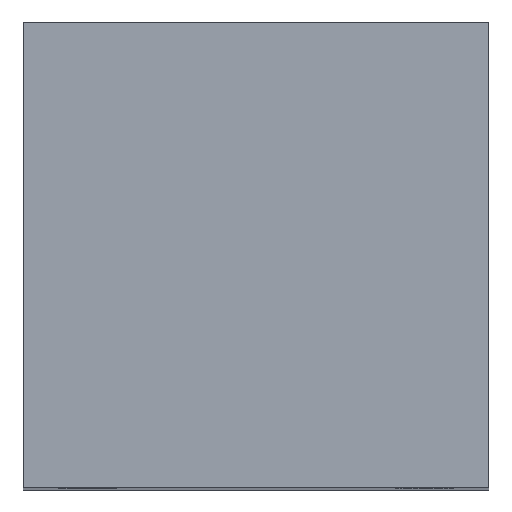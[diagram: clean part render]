
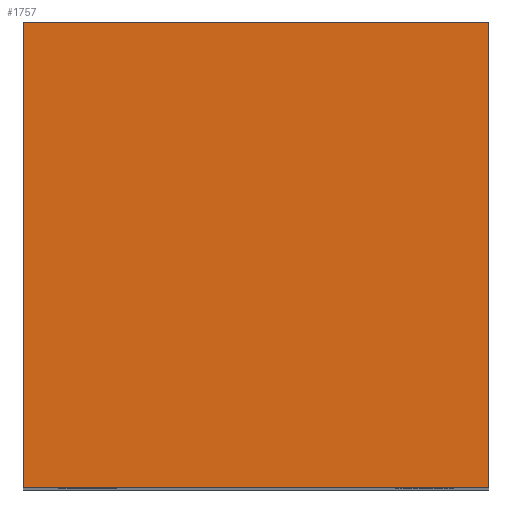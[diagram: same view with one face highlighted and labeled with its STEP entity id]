
A CAD part, top view. The second image highlights one B-rep face of the part: STEP entity #1757.
In plain terms, the highlighted planar face has unit normal (0, 0, 1).
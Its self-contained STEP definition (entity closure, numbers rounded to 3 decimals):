
#156=PLANE('',#3791);
#358=FACE_OUTER_BOUND('',#562,.F.);
#562=EDGE_LOOP('',(#1410,#1411,#1412,#1413));
#1410=ORIENTED_EDGE('',*,*,#2864,.T.);
#1411=ORIENTED_EDGE('',*,*,#2865,.F.);
#1412=ORIENTED_EDGE('',*,*,#2866,.T.);
#1413=ORIENTED_EDGE('',*,*,#2867,.T.);
#1757=ADVANCED_FACE('',(#358),#156,.T.);
#1856=LINE('',#5632,#2240);
#1857=LINE('',#5633,#2241);
#1858=LINE('',#5634,#2242);
#1859=LINE('',#5635,#2243);
#2240=VECTOR('',#4034,36.);
#2241=VECTOR('',#4035,36.);
#2242=VECTOR('',#4036,36.);
#2243=VECTOR('',#4037,36.);
#2864=EDGE_CURVE('',#3383,#3382,#1856,.T.);
#2865=EDGE_CURVE('',#3381,#3382,#1857,.T.);
#2866=EDGE_CURVE('',#3381,#3380,#1858,.T.);
#2867=EDGE_CURVE('',#3380,#3383,#1859,.T.);
#3380=VERTEX_POINT('',#4924);
#3381=VERTEX_POINT('',#4925);
#3382=VERTEX_POINT('',#4926);
#3383=VERTEX_POINT('',#4927);
#3791=AXIS2_PLACEMENT_3D('',#6122,#4671,#4672);
#4034=DIRECTION('',(-1.,0.,0.));
#4035=DIRECTION('',(0.,-1.,0.));
#4036=DIRECTION('',(1.,0.,0.));
#4037=DIRECTION('',(0.,-1.,0.));
#4671=DIRECTION('',(0.,0.,1.));
#4672=DIRECTION('',(1.,0.,0.));
#4924=CARTESIAN_POINT('',(18.,18.,106.));
#4925=CARTESIAN_POINT('',(-18.,18.,106.));
#4926=CARTESIAN_POINT('',(-18.,-18.,106.));
#4927=CARTESIAN_POINT('',(18.,-18.,106.));
#5632=CARTESIAN_POINT('',(18.,-18.,106.));
#5633=CARTESIAN_POINT('',(-18.,18.,106.));
#5634=CARTESIAN_POINT('',(-18.,18.,106.));
#5635=CARTESIAN_POINT('',(18.,18.,106.));
#6122=CARTESIAN_POINT('',(-19.8,-19.8,106.));
